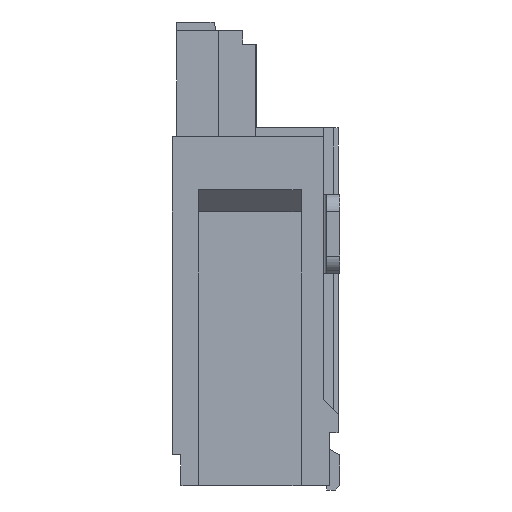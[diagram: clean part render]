
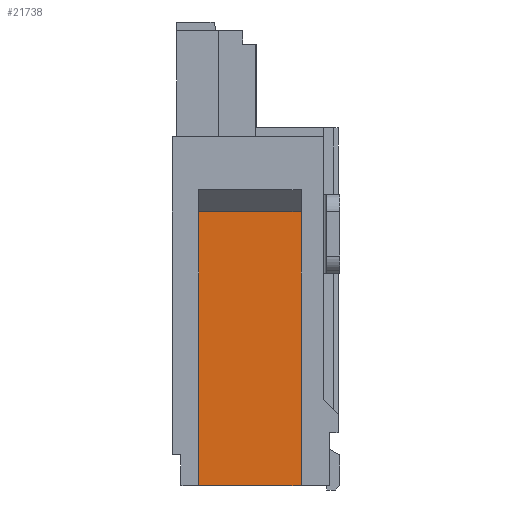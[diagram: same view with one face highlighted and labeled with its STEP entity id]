
A CAD part, left-side view. The second image highlights one B-rep face of the part: STEP entity #21738.
In plain terms, the highlighted planar face has unit normal (-1, 0, 0).
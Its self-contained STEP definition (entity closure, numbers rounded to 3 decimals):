
#7971=DIRECTION('',(0.,-1.,0.));
#7972=VECTOR('',#7971,1.16);
#7973=CARTESIAN_POINT('',(-4.6,1.58,-4.05));
#7974=LINE('',#7973,#7972);
#7995=DIRECTION('',(0.,1.,0.));
#7996=VECTOR('',#7995,1.16);
#7997=CARTESIAN_POINT('',(-4.6,0.42,-0.95));
#7998=LINE('',#7997,#7996);
#7999=DIRECTION('',(0.,0.,1.));
#8000=VECTOR('',#7999,3.1);
#8001=CARTESIAN_POINT('',(-4.6,1.58,-4.05));
#8002=LINE('',#8001,#8000);
#8011=DIRECTION('',(0.,0.,1.));
#8012=VECTOR('',#8011,3.1);
#8013=CARTESIAN_POINT('',(-4.6,0.42,-4.05));
#8014=LINE('',#8013,#8012);
#8212=CARTESIAN_POINT('',(-4.6,1.58,-4.05));
#8213=CARTESIAN_POINT('',(-4.6,0.42,-4.05));
#8214=VERTEX_POINT('',#8212);
#8215=VERTEX_POINT('',#8213);
#8282=CARTESIAN_POINT('',(-4.6,1.58,-0.95));
#8284=VERTEX_POINT('',#8282);
#8288=CARTESIAN_POINT('',(-4.6,0.42,-0.95));
#8289=VERTEX_POINT('',#8288);
#21724=CARTESIAN_POINT('',(-4.6,1.58,-4.05));
#21725=DIRECTION('',(1.,0.,0.));
#21726=DIRECTION('',(0.,-1.,0.));
#21727=AXIS2_PLACEMENT_3D('',#21724,#21725,#21726);
#21728=PLANE('',#21727);
#21730=ORIENTED_EDGE('',*,*,#21729,.F.);
#21732=ORIENTED_EDGE('',*,*,#21731,.F.);
#21733=ORIENTED_EDGE('',*,*,#21709,.F.);
#21735=ORIENTED_EDGE('',*,*,#21734,.T.);
#21736=EDGE_LOOP('',(#21730,#21732,#21733,#21735));
#21737=FACE_OUTER_BOUND('',#21736,.F.);
#21738=ADVANCED_FACE('',(#21737),#21728,.F.);
#21709=EDGE_CURVE('',#8214,#8215,#7974,.T.);
#21729=EDGE_CURVE('',#8289,#8284,#7998,.T.);
#21731=EDGE_CURVE('',#8215,#8289,#8014,.T.);
#21734=EDGE_CURVE('',#8214,#8284,#8002,.T.);
